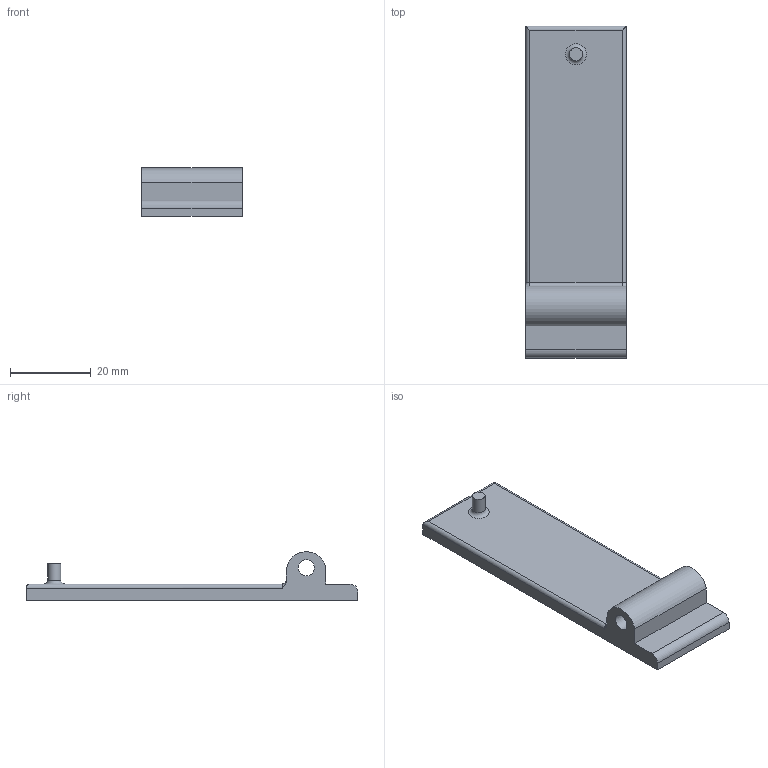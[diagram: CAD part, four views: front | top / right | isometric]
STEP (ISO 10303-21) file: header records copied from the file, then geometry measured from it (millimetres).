
FILE_DESCRIPTION(/* description */ (''),/* implementation_level */ '2;1');
FILE_NAME(/* name */ 'note_base.stp',/* time_stamp */ '2026-03-23T20:40:45+01:00',/* author */ ('Wendelin'),/* organization */ (''),/* preprocessor_version */ 'ST-DEVELOPER v20',/* originating_system */ 'Autodesk Inventor 2024',/* authorisation */ '');
FILE_SCHEMA (('AUTOMOTIVE_DESIGN { 1 0 10303 214 3 1 1 }'));
Length unit declared in the file: millimetre
Products named in the file (1): note
Bounding box: 25 x 82.3 x 11.99 mm (x, y, z)
Volume: 9621.6 mm3; surface area: 5643.5 mm2
Topology: 1 solids, 1 shells, 21 faces, 50 edges, 32 vertices
Faces by surface type: plane 10, cylinder 8, torus 3
Full cylindrical faces by diameter (mm): 3.2 x1, 4 x1
Entity records: 664 total; most frequent: CARTESIAN_POINT 114, DIRECTION 111, ORIENTED_EDGE 100, EDGE_CURVE 50, AXIS2_PLACEMENT_3D 41, VERTEX_POINT 32, LINE 29, VECTOR 29
